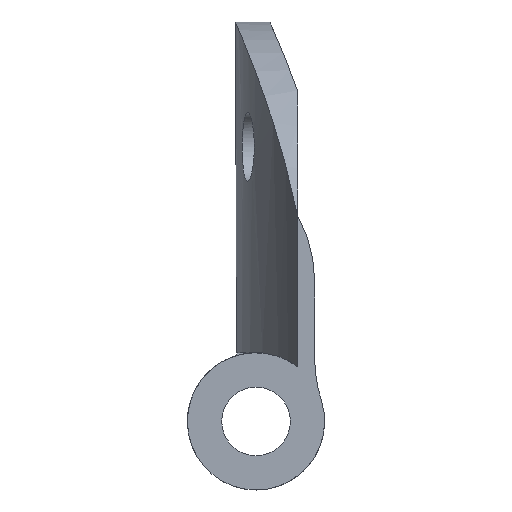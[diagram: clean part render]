
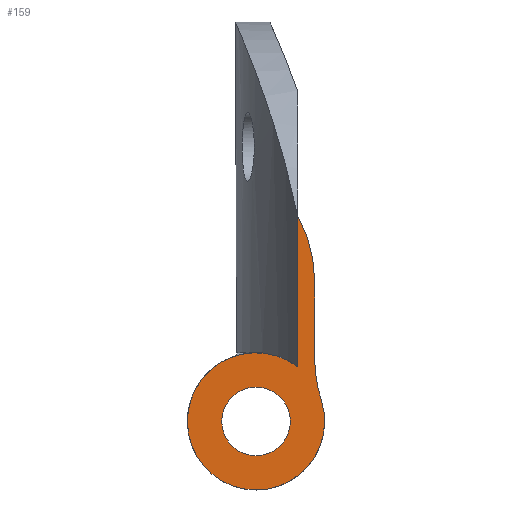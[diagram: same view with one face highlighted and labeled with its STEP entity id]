
A CAD part, left-side view. The second image highlights one B-rep face of the part: STEP entity #159.
In plain terms, the highlighted planar face has unit normal (-1, 0, 0).
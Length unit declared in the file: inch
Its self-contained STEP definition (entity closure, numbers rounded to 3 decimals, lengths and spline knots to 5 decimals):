
#121=FACE_BOUND('',#240,.T.);
#122=FACE_BOUND('',#241,.T.);
#159=ADVANCED_FACE('',(#121,#122),#191,.F.);
#191=PLANE('',#741);
#240=EDGE_LOOP('',(#396,#397,#398,#399,#400));
#241=EDGE_LOOP('',(#401));
#296=CIRCLE('',#737,0.5);
#297=CIRCLE('',#738,0.25);
#298=CIRCLE('',#739,0.5);
#299=CIRCLE('',#740,0.125);
#396=ORIENTED_EDGE('',*,*,#598,.F.);
#397=ORIENTED_EDGE('',*,*,#599,.T.);
#398=ORIENTED_EDGE('',*,*,#537,.T.);
#399=ORIENTED_EDGE('',*,*,#600,.F.);
#400=ORIENTED_EDGE('',*,*,#601,.T.);
#401=ORIENTED_EDGE('',*,*,#602,.T.);
#479=VERTEX_POINT('',#961);
#480=VERTEX_POINT('',#965);
#525=VERTEX_POINT('',#1356);
#526=VERTEX_POINT('',#1357);
#527=VERTEX_POINT('',#1360);
#528=VERTEX_POINT('',#1363);
#537=EDGE_CURVE('',#479,#480,#620,.T.);
#598=EDGE_CURVE('',#525,#526,#645,.T.);
#599=EDGE_CURVE('',#525,#479,#296,.T.);
#600=EDGE_CURVE('',#527,#480,#297,.T.);
#601=EDGE_CURVE('',#527,#526,#298,.T.);
#602=EDGE_CURVE('',#528,#528,#299,.T.);
#620=LINE('',#964,#659);
#645=LINE('',#1355,#684);
#659=VECTOR('',#780,1.);
#684=VECTOR('',#881,1.);
#737=AXIS2_PLACEMENT_3D('',#1358,#882,#883);
#738=AXIS2_PLACEMENT_3D('',#1359,#884,#885);
#739=AXIS2_PLACEMENT_3D('',#1361,#886,#887);
#740=AXIS2_PLACEMENT_3D('',#1362,#888,#889);
#741=AXIS2_PLACEMENT_3D('',#1364,#890,#891);
#780=DIRECTION('',(0.,0.,-1.));
#881=DIRECTION('',(0.,0.,-1.));
#882=DIRECTION('',(-1.,0.,0.));
#883=DIRECTION('',(0.,0.,-1.));
#884=DIRECTION('',(1.,0.,0.));
#885=DIRECTION('',(0.,1.,0.));
#886=DIRECTION('',(1.,0.,0.));
#887=DIRECTION('',(0.,0.,-1.));
#888=DIRECTION('',(1.,0.,0.));
#889=DIRECTION('',(0.,1.,0.));
#890=DIRECTION('',(1.,0.,0.));
#891=DIRECTION('',(0.,0.,-1.));
#961=CARTESIAN_POINT('',(-1.125,2.68374,0.5));
#964=CARTESIAN_POINT('',(-1.125,2.68374,0.5));
#965=CARTESIAN_POINT('',(-1.125,2.68374,-0.05095));
#1355=CARTESIAN_POINT('',(-1.125,2.62124,0.5));
#1356=CARTESIAN_POINT('',(-1.125,2.62124,0.25794));
#1357=CARTESIAN_POINT('',(-1.125,2.62124,-0.01967));
#1358=CARTESIAN_POINT('',(-1.125,3.12124,0.25794));
#1359=CARTESIAN_POINT('',(-1.125,2.835,-0.25));
#1360=CARTESIAN_POINT('',(-1.125,2.59708,-0.17322));
#1361=CARTESIAN_POINT('',(-1.125,2.12124,-0.01967));
#1362=CARTESIAN_POINT('',(-1.125,2.835,-0.25));
#1363=CARTESIAN_POINT('',(-1.125,2.96,-0.25));
#1364=CARTESIAN_POINT('',(-1.125,2.62124,0.5));
